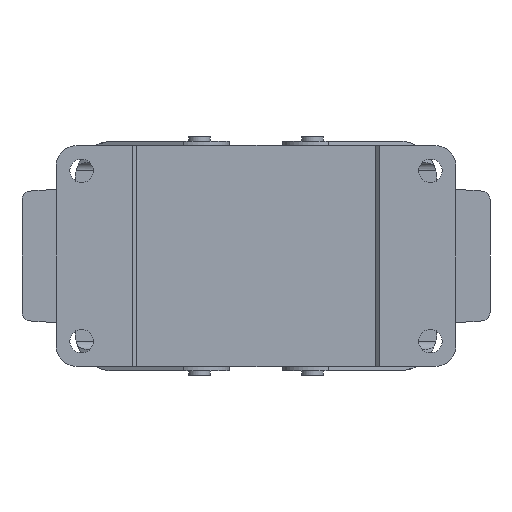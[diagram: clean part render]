
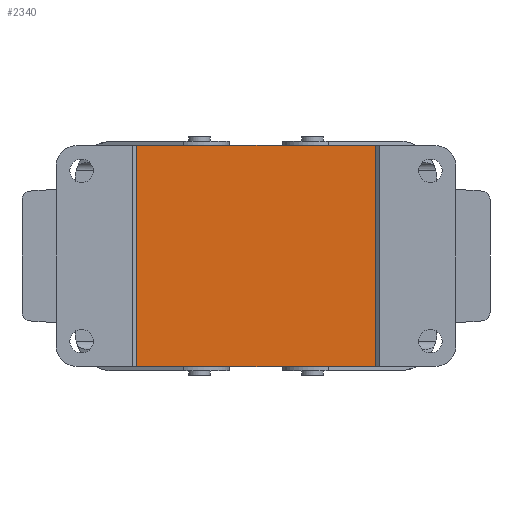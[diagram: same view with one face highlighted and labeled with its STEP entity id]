
A CAD part, front view. The second image highlights one B-rep face of the part: STEP entity #2340.
In plain terms, the highlighted planar face has unit normal (0, -1, 0).
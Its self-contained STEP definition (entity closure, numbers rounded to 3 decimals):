
#1853=PLANE('',#8366);
#2340=ADVANCED_FACE('',(#2652),#1853,.F.);
#2652=FACE_OUTER_BOUND('',#3005,.T.);
#3005=EDGE_LOOP('',(#4390,#4391,#4392,#4393));
#4390=ORIENTED_EDGE('',*,*,#6247,.F.);
#4391=ORIENTED_EDGE('',*,*,#6248,.F.);
#4392=ORIENTED_EDGE('',*,*,#6249,.T.);
#4393=ORIENTED_EDGE('',*,*,#6250,.F.);
#5448=VERTEX_POINT('',#12361);
#5449=VERTEX_POINT('',#12362);
#5450=VERTEX_POINT('',#12364);
#5451=VERTEX_POINT('',#12366);
#6247=EDGE_CURVE('',#5448,#5449,#6950,.T.);
#6248=EDGE_CURVE('',#5450,#5448,#6951,.T.);
#6249=EDGE_CURVE('',#5450,#5451,#6952,.T.);
#6250=EDGE_CURVE('',#5449,#5451,#6953,.T.);
#6950=LINE('',#12360,#7572);
#6951=LINE('',#12363,#7573);
#6952=LINE('',#12365,#7574);
#6953=LINE('',#12367,#7575);
#7572=VECTOR('',#9687,1.);
#7573=VECTOR('',#9688,1.);
#7574=VECTOR('',#9689,1.);
#7575=VECTOR('',#9690,1.);
#8366=AXIS2_PLACEMENT_3D('',#12368,#9691,#9692);
#9687=DIRECTION('',(0.,0.,-1.));
#9688=DIRECTION('',(1.,0.,0.));
#9689=DIRECTION('',(0.,0.,-1.));
#9690=DIRECTION('',(-1.,0.,0.));
#9691=DIRECTION('',(0.,1.,0.));
#9692=DIRECTION('',(1.,0.,0.));
#12360=CARTESIAN_POINT('',(28.,-41.4,26.));
#12361=CARTESIAN_POINT('',(28.,-41.4,26.));
#12362=CARTESIAN_POINT('',(28.,-41.4,-26.));
#12363=CARTESIAN_POINT('',(-28.,-41.4,26.));
#12364=CARTESIAN_POINT('',(-28.,-41.4,26.));
#12365=CARTESIAN_POINT('',(-28.,-41.4,26.));
#12366=CARTESIAN_POINT('',(-28.,-41.4,-26.));
#12367=CARTESIAN_POINT('',(28.,-41.4,-26.));
#12368=CARTESIAN_POINT('',(-28.,-41.4,36.));
